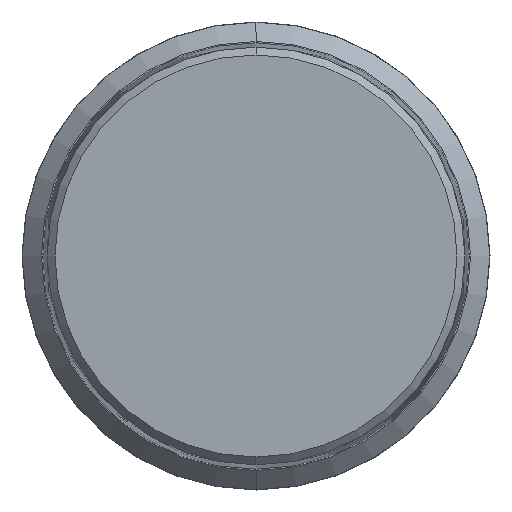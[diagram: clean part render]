
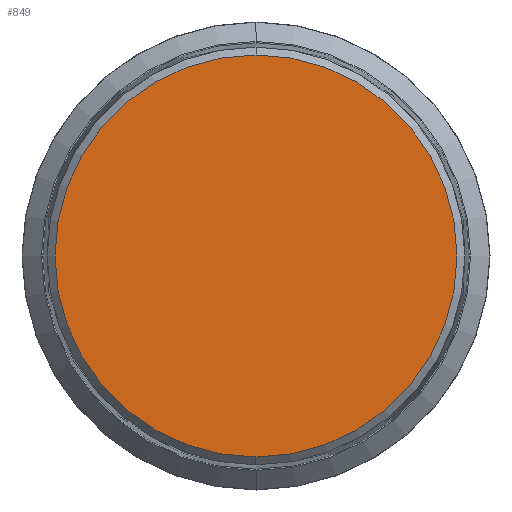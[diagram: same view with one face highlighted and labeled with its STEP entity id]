
A CAD part, front view. The second image highlights one B-rep face of the part: STEP entity #849.
In plain terms, the highlighted planar face has unit normal (0, -1, 0).
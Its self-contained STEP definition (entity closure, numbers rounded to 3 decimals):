
#849=ADVANCED_FACE('',(#1629),#1630,.T.);
#1629=FACE_OUTER_BOUND('',#2365,.T.);
#1630=PLANE('',#2366);
#2365=EDGE_LOOP('',(#4280,#4281));
#2366=AXIS2_PLACEMENT_3D('',#4282,#4283,#4284);
#4280=ORIENTED_EDGE('',*,*,#4988,.T.);
#4281=ORIENTED_EDGE('',*,*,#5016,.T.);
#4282=CARTESIAN_POINT('',(0.0,-10.0,3.865));
#4283=DIRECTION('',(0.0,-1.0,0.0));
#4284=DIRECTION('',(0.0,0.0,1.0));
#4988=EDGE_CURVE('',#5998,#6002,#6004,.T.);
#5016=EDGE_CURVE('',#6002,#5998,#6042,.T.);
#5998=VERTEX_POINT('',#7494);
#6002=VERTEX_POINT('',#7499);
#6004=CIRCLE('',#7502,7.731);
#6042=CIRCLE('',#7546,7.731);
#7494=CARTESIAN_POINT('',(0.0,-10.0,7.731));
#7499=CARTESIAN_POINT('',(0.,-10.0,-7.731));
#7502=AXIS2_PLACEMENT_3D('',#8518,#8519,#8520);
#7546=AXIS2_PLACEMENT_3D('',#8560,#8561,#8562);
#8518=CARTESIAN_POINT('',(0.0,-10.0,0.0));
#8519=DIRECTION('',(0.0,-1.0,0.0));
#8520=DIRECTION('',(0.0,0.0,1.0));
#8560=CARTESIAN_POINT('',(0.0,-10.0,0.0));
#8561=DIRECTION('',(0.0,-1.0,0.0));
#8562=DIRECTION('',(0.0,0.0,1.0));
